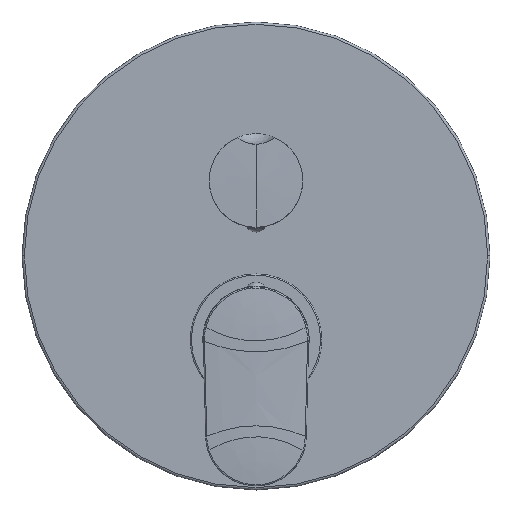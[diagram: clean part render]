
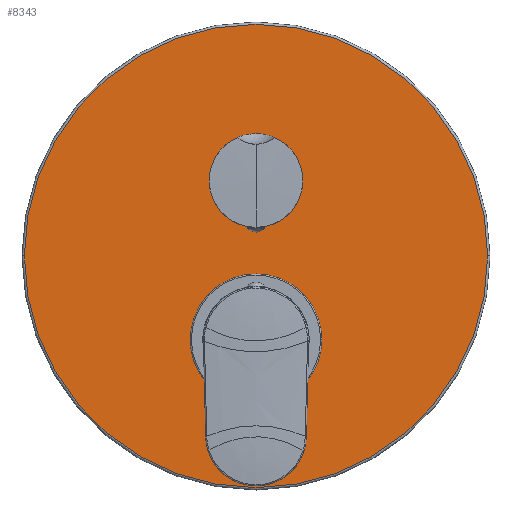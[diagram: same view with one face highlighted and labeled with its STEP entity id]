
A CAD part, top view. The second image highlights one B-rep face of the part: STEP entity #8343.
In plain terms, the highlighted planar face has unit normal (0, 0, 1).
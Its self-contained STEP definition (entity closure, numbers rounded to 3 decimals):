
#7497=CARTESIAN_POINT('',(0.,35.8,-4.));
#7498=DIRECTION('',(0.,0.,1.));
#7499=DIRECTION('',(1.,0.,0.));
#7500=AXIS2_PLACEMENT_3D('',#7497,#7498,#7499);
#7502=CARTESIAN_POINT('',(0.,35.8,-4.));
#7503=DIRECTION('',(0.,0.,1.));
#7504=DIRECTION('',(-1.,0.,0.));
#7505=AXIS2_PLACEMENT_3D('',#7502,#7503,#7504);
#7507=CARTESIAN_POINT('',(0.,68.,-4.));
#7508=DIRECTION('',(0.,0.,-1.));
#7509=DIRECTION('',(-1.,0.,0.));
#7510=AXIS2_PLACEMENT_3D('',#7507,#7508,#7509);
#7512=CARTESIAN_POINT('',(0.,68.,-4.));
#7513=DIRECTION('',(0.,0.,-1.));
#7514=DIRECTION('',(1.,0.,0.));
#7515=AXIS2_PLACEMENT_3D('',#7512,#7513,#7514);
#7517=CARTESIAN_POINT('',(0.,0.,-4.));
#7518=DIRECTION('',(0.,0.,-1.));
#7519=DIRECTION('',(-1.,0.,0.));
#7520=AXIS2_PLACEMENT_3D('',#7517,#7518,#7519);
#7522=CARTESIAN_POINT('',(0.,0.,-4.));
#7523=DIRECTION('',(0.,0.,-1.));
#7524=DIRECTION('',(1.,0.,0.));
#7525=AXIS2_PLACEMENT_3D('',#7522,#7523,#7524);
#8046=CARTESIAN_POINT('',(99.,35.8,-4.));
#8047=CARTESIAN_POINT('',(-99.,35.8,-4.));
#8048=VERTEX_POINT('',#8046);
#8049=VERTEX_POINT('',#8047);
#8110=CARTESIAN_POINT('',(-12.55,68.,-4.));
#8111=CARTESIAN_POINT('',(12.55,68.,-4.));
#8112=VERTEX_POINT('',#8110);
#8113=VERTEX_POINT('',#8111);
#8166=CARTESIAN_POINT('',(-27.6,0.,-4.));
#8167=CARTESIAN_POINT('',(27.6,0.,-4.));
#8168=VERTEX_POINT('',#8166);
#8169=VERTEX_POINT('',#8167);
#8321=CARTESIAN_POINT('',(0.,35.8,-4.));
#8322=DIRECTION('',(0.,0.,-1.));
#8323=DIRECTION('',(-1.,0.,0.));
#8324=AXIS2_PLACEMENT_3D('',#8321,#8322,#8323);
#8325=PLANE('',#8324);
#8327=ORIENTED_EDGE('',*,*,#8326,.F.);
#8329=ORIENTED_EDGE('',*,*,#8328,.F.);
#8330=EDGE_LOOP('',(#8327,#8329));
#8331=FACE_OUTER_BOUND('',#8330,.F.);
#8333=ORIENTED_EDGE('',*,*,#8332,.F.);
#8335=ORIENTED_EDGE('',*,*,#8334,.F.);
#8336=EDGE_LOOP('',(#8333,#8335));
#8337=FACE_BOUND('',#8336,.F.);
#8339=ORIENTED_EDGE('',*,*,#8338,.F.);
#8340=ORIENTED_EDGE('',*,*,#8304,.F.);
#8341=EDGE_LOOP('',(#8339,#8340));
#8342=FACE_BOUND('',#8341,.F.);
#8343=ADVANCED_FACE('',(#8331,#8337,#8342),#8325,.F.);
#7501=CIRCLE('',#7500,99.);
#7506=CIRCLE('',#7505,99.);
#7511=CIRCLE('',#7510,12.55);
#7516=CIRCLE('',#7515,12.55);
#7521=CIRCLE('',#7520,27.6);
#7526=CIRCLE('',#7525,27.6);
#8304=EDGE_CURVE('',#8169,#8168,#7526,.T.);
#8326=EDGE_CURVE('',#8048,#8049,#7501,.T.);
#8328=EDGE_CURVE('',#8049,#8048,#7506,.T.);
#8332=EDGE_CURVE('',#8112,#8113,#7511,.T.);
#8334=EDGE_CURVE('',#8113,#8112,#7516,.T.);
#8338=EDGE_CURVE('',#8168,#8169,#7521,.T.);
